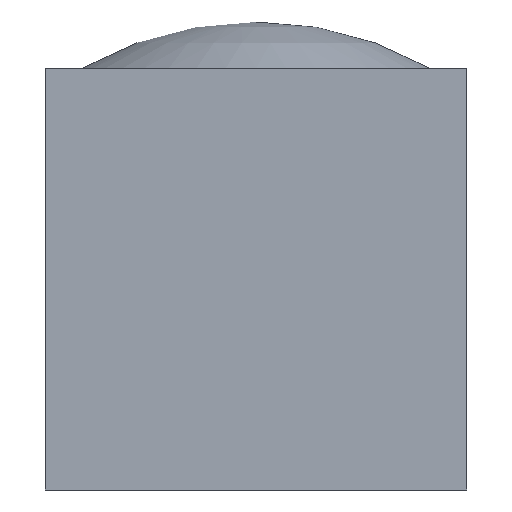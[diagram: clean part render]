
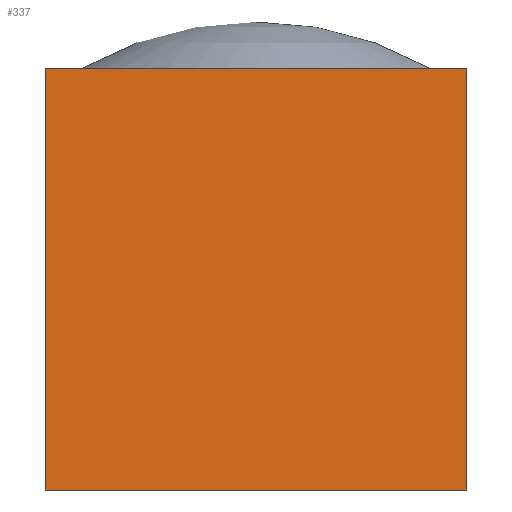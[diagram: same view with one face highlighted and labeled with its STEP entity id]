
A CAD part, left-side view. The second image highlights one B-rep face of the part: STEP entity #337.
In plain terms, the highlighted planar face has unit normal (-1, 0, 0).
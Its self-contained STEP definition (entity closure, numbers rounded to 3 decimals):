
#130=CARTESIAN_POINT('',(0.0,0.0,0.0));
#131=VERTEX_POINT('',#130);
#140=CARTESIAN_POINT('',(0.,12.0,0.0));
#141=VERTEX_POINT('',#140);
#142=CARTESIAN_POINT('',(0.,12.0,0.0));
#143=DIRECTION('',(0.0,-1.0,0.0));
#144=VECTOR('',#143,12.0);
#145=LINE('',#142,#144);
#146=EDGE_CURVE('',#141,#131,#145,.T.);
#307=CARTESIAN_POINT('',(0.0,0.0,0.0));
#308=DIRECTION('',(-1.0,0.0,0.0));
#309=DIRECTION('',(0.0,0.0,1.0));
#310=AXIS2_PLACEMENT_3D('',#307,#308,#309);
#311=PLANE('',#310);
#312=CARTESIAN_POINT('',(0.0,0.0,12.));
#313=VERTEX_POINT('',#312);
#314=CARTESIAN_POINT('',(0.,12.0,12.));
#315=VERTEX_POINT('',#314);
#316=CARTESIAN_POINT('',(0.0,0.0,12.));
#317=DIRECTION('',(0.0,1.0,0.0));
#318=VECTOR('',#317,12.0);
#319=LINE('',#316,#318);
#320=EDGE_CURVE('',#313,#315,#319,.T.);
#321=ORIENTED_EDGE('',*,*,#320,.T.);
#322=CARTESIAN_POINT('',(0.,12.0,0.0));
#323=DIRECTION('',(0.0,0.0,1.0));
#324=VECTOR('',#323,12.);
#325=LINE('',#322,#324);
#326=EDGE_CURVE('',#141,#315,#325,.T.);
#327=ORIENTED_EDGE('',*,*,#326,.F.);
#328=ORIENTED_EDGE('',*,*,#146,.T.);
#329=CARTESIAN_POINT('',(0.0,0.0,0.0));
#330=DIRECTION('',(0.0,0.0,1.0));
#331=VECTOR('',#330,12.);
#332=LINE('',#329,#331);
#333=EDGE_CURVE('',#131,#313,#332,.T.);
#334=ORIENTED_EDGE('',*,*,#333,.T.);
#335=EDGE_LOOP('',(#321,#327,#328,#334));
#336=FACE_OUTER_BOUND('',#335,.T.);
#337=ADVANCED_FACE('',(#336),#311,.T.);
